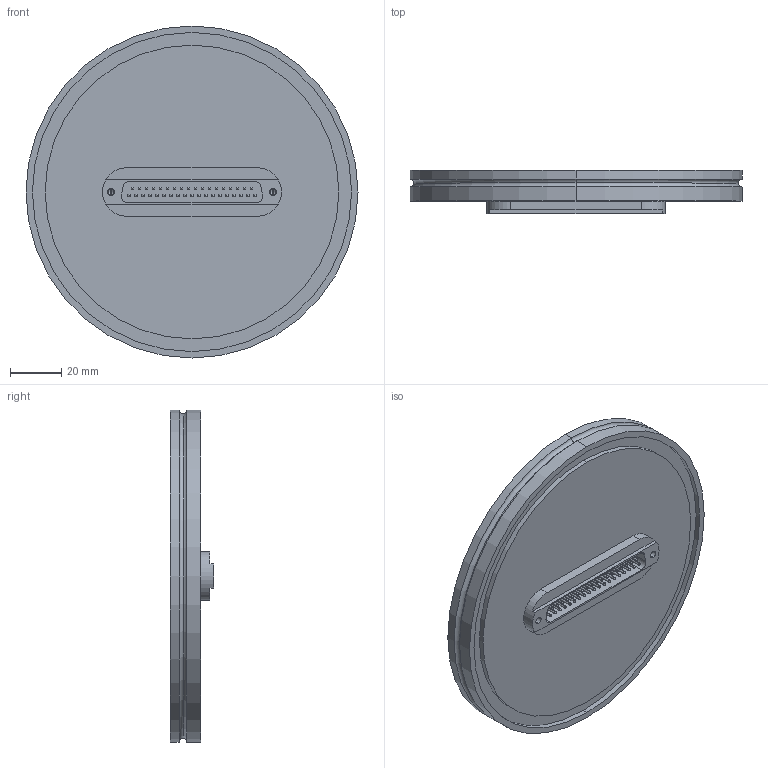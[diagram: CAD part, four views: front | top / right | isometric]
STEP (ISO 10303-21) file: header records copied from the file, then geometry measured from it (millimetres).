
FILE_DESCRIPTION (( 'STEP AP214' ), '1' );
FILE_NAME ('210-D37-ISO100.STEP', '2014-05-14T13:44:19', ( 'allectra' ), ( 'Microsoft' ), 'SwSTEP 2.0', 'SolidWorks 2013', '' );
FILE_SCHEMA (( 'AUTOMOTIVE_DESIGN' ));
Length unit declared in the file: millimetre
Products named in the file (5): 218-D9-37-SS_218-D37-SS; 9210-PIN-FENI; 9218-D9-37-SS_37 pin 1mm; 9210-D37-ISO100_441-ISO100-B; 210-D37-ISO100
Assembly tree (75 placements, depth 3):
  210-D37-ISO100
    9210-D37-ISO100_441-ISO100-B
    218-D9-37-SS_218-D37-SS
      9218-D9-37-SS_37 pin 1mm
      9210-PIN-FENI  x72
Bounding box: 130 x 17 x 130 mm (x, y, z)
Volume: 146767.6 mm3; surface area: 46702 mm2
Topology: 74 solids, 74 shells, 449 faces, 1288 edges, 850 vertices
Faces by surface type: cylinder 260, sphere 144, plane 33, cone 8, torus 4
Entity records: 6022 total; most frequent: DIRECTION 1156, CARTESIAN_POINT 944, ORIENTED_EDGE 844, AXIS2_PLACEMENT_3D 490, EDGE_CURVE 422, VERTEX_POINT 278, EDGE_LOOP 256, CIRCLE 246
